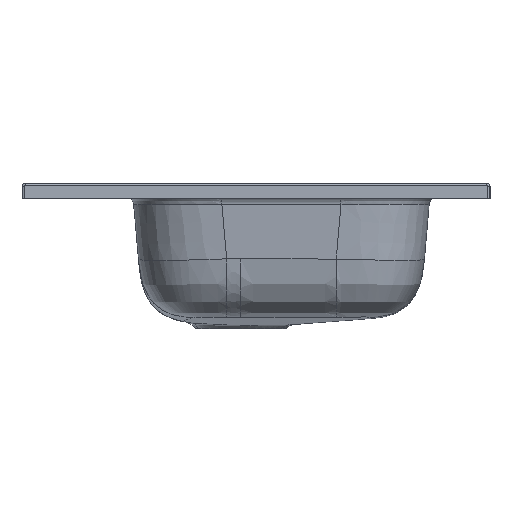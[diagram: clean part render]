
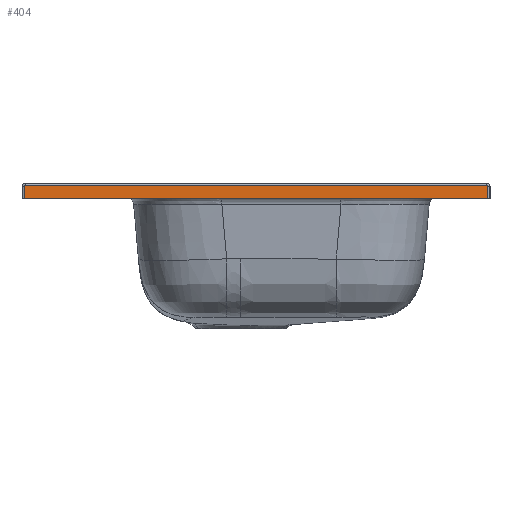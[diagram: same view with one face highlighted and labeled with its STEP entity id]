
A CAD part, left-side view. The second image highlights one B-rep face of the part: STEP entity #404.
In plain terms, the highlighted planar face has unit normal (-1, 0, 0).
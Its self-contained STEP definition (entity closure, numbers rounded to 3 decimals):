
#234=CIRCLE('',#2023,1.);
#235=CIRCLE('',#2024,1.);
#268=PLANE('',#2025);
#404=ADVANCED_FACE('',(#520),#268,.F.);
#520=FACE_OUTER_BOUND('',#659,.T.);
#659=EDGE_LOOP('',(#1303,#1304,#1305,#1306,#1307,#1308));
#1303=ORIENTED_EDGE('',*,*,#1812,.T.);
#1304=ORIENTED_EDGE('',*,*,#1581,.T.);
#1305=ORIENTED_EDGE('',*,*,#1813,.T.);
#1306=ORIENTED_EDGE('',*,*,#1814,.T.);
#1307=ORIENTED_EDGE('',*,*,#1815,.T.);
#1308=ORIENTED_EDGE('',*,*,#1816,.T.);
#1405=VERTEX_POINT('',#2499);
#1406=VERTEX_POINT('',#2500);
#1539=VERTEX_POINT('',#34753);
#1540=VERTEX_POINT('',#34755);
#1541=VERTEX_POINT('',#34757);
#1542=VERTEX_POINT('',#34759);
#1581=EDGE_CURVE('',#1405,#1406,#1856,.T.);
#1812=EDGE_CURVE('',#1539,#1405,#1880,.T.);
#1813=EDGE_CURVE('',#1406,#1540,#1881,.T.);
#1814=EDGE_CURVE('',#1540,#1541,#234,.T.);
#1815=EDGE_CURVE('',#1541,#1542,#1882,.T.);
#1816=EDGE_CURVE('',#1542,#1539,#235,.T.);
#1856=LINE('',#2498,#1910);
#1880=LINE('',#34752,#1934);
#1881=LINE('',#34754,#1935);
#1882=LINE('',#34758,#1936);
#1910=VECTOR('',#2086,1.);
#1934=VECTOR('',#2260,1.);
#1935=VECTOR('',#2261,1.);
#1936=VECTOR('',#2264,1.);
#2023=AXIS2_PLACEMENT_3D('',#34756,#2262,#2263);
#2024=AXIS2_PLACEMENT_3D('',#34760,#2265,#2266);
#2025=AXIS2_PLACEMENT_3D('',#34761,#2267,#2268);
#2086=DIRECTION('',(0.,-1.,0.));
#2260=DIRECTION('',(0.,0.,-1.));
#2261=DIRECTION('',(0.,0.,1.));
#2262=DIRECTION('',(-1.,0.,0.));
#2263=DIRECTION('',(0.,1.,0.));
#2264=DIRECTION('',(0.,1.,0.));
#2265=DIRECTION('',(-1.,0.,0.));
#2266=DIRECTION('',(0.,1.,0.));
#2267=DIRECTION('',(1.,0.,0.));
#2268=DIRECTION('',(0.,1.,0.));
#2498=CARTESIAN_POINT('',(-452.5,365.,-15.));
#2499=CARTESIAN_POINT('',(-452.5,213.,-15.));
#2500=CARTESIAN_POINT('',(-452.5,-243.,-15.));
#34752=CARTESIAN_POINT('',(-452.5,213.,-12.));
#34753=CARTESIAN_POINT('',(-452.5,213.,-3.));
#34754=CARTESIAN_POINT('',(-452.5,-243.,-3.));
#34755=CARTESIAN_POINT('',(-452.5,-243.,-3.));
#34756=CARTESIAN_POINT('',(-452.5,-242.,-3.));
#34757=CARTESIAN_POINT('',(-452.5,-242.,-2.));
#34758=CARTESIAN_POINT('',(-452.5,365.,-2.));
#34759=CARTESIAN_POINT('',(-452.5,212.,-2.));
#34760=CARTESIAN_POINT('',(-452.5,212.,-3.));
#34761=CARTESIAN_POINT('',(-452.5,365.,85.));
